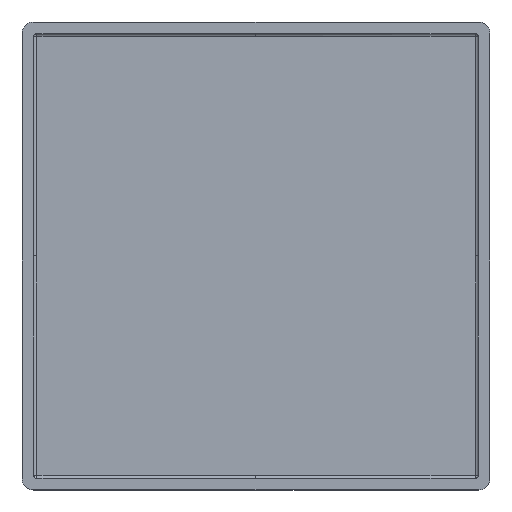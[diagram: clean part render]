
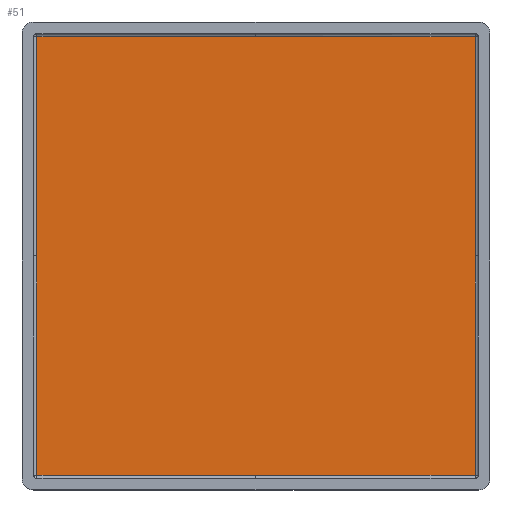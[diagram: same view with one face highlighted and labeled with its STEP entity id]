
A CAD part, top view. The second image highlights one B-rep face of the part: STEP entity #51.
In plain terms, the highlighted planar face has unit normal (0, 0, 1).
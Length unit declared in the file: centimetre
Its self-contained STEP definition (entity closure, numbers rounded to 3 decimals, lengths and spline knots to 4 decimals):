
#51=ADVANCED_FACE('',(#102),#817,.T.);
#102=FACE_OUTER_BOUND('',#153,.T.);
#153=EDGE_LOOP('',(#205,#206,#207,#208,#209,#210,#211,#212,#213,#214,#215,
#216));
#205=ORIENTED_EDGE('',*,*,#453,.T.);
#206=ORIENTED_EDGE('',*,*,#522,.T.);
#207=ORIENTED_EDGE('',*,*,#454,.T.);
#208=ORIENTED_EDGE('',*,*,#455,.T.);
#209=ORIENTED_EDGE('',*,*,#535,.T.);
#210=ORIENTED_EDGE('',*,*,#456,.T.);
#211=ORIENTED_EDGE('',*,*,#457,.T.);
#212=ORIENTED_EDGE('',*,*,#506,.T.);
#213=ORIENTED_EDGE('',*,*,#458,.T.);
#214=ORIENTED_EDGE('',*,*,#459,.T.);
#215=ORIENTED_EDGE('',*,*,#493,.T.);
#216=ORIENTED_EDGE('',*,*,#460,.T.);
#453=EDGE_CURVE('',#701,#702,#637,.T.);
#454=EDGE_CURVE('',#703,#704,#638,.T.);
#455=EDGE_CURVE('',#704,#705,#639,.T.);
#456=EDGE_CURVE('',#706,#707,#640,.T.);
#457=EDGE_CURVE('',#707,#708,#641,.T.);
#458=EDGE_CURVE('',#709,#710,#642,.T.);
#459=EDGE_CURVE('',#710,#711,#643,.T.);
#460=EDGE_CURVE('',#712,#701,#644,.T.);
#493=EDGE_CURVE('',#711,#712,#579,.T.);
#506=EDGE_CURVE('',#708,#709,#591,.T.);
#522=EDGE_CURVE('',#702,#703,#603,.T.);
#535=EDGE_CURVE('',#705,#706,#615,.T.);
#579=(
BOUNDED_CURVE()
B_SPLINE_CURVE(3,(#1304,#1305,#1306,#1307,#1308,#1309,#1310),
 .UNSPECIFIED.,.F.,.F.)
B_SPLINE_CURVE_WITH_KNOTS((4,1,1,1,4),(-0.0157,-0.0119,
-0.0079,-0.0038,0.),
 .UNSPECIFIED.)
CURVE()
GEOMETRIC_REPRESENTATION_ITEM()
RATIONAL_B_SPLINE_CURVE((1.,1.,1.,1.,1.,1.,1.))
REPRESENTATION_ITEM('')
);
#591=(
BOUNDED_CURVE()
B_SPLINE_CURVE(3,(#1354,#1355,#1356,#1357,#1358,#1359,#1360),
 .UNSPECIFIED.,.F.,.F.)
B_SPLINE_CURVE_WITH_KNOTS((4,1,1,1,4),(-0.0157,-0.0119,
-0.0079,-0.0038,0.),
 .UNSPECIFIED.)
CURVE()
GEOMETRIC_REPRESENTATION_ITEM()
RATIONAL_B_SPLINE_CURVE((1.,1.,1.,1.,1.,1.,
1.))
REPRESENTATION_ITEM('')
);
#603=(
BOUNDED_CURVE()
B_SPLINE_CURVE(3,(#1414,#1415,#1416,#1417,#1418,#1419,#1420),
 .UNSPECIFIED.,.F.,.F.)
B_SPLINE_CURVE_WITH_KNOTS((4,1,1,1,4),(0.,0.0038,
0.0079,0.0119,0.0157),
 .UNSPECIFIED.)
CURVE()
GEOMETRIC_REPRESENTATION_ITEM()
RATIONAL_B_SPLINE_CURVE((1.,1.,1.,1.,1.,1.,1.))
REPRESENTATION_ITEM('')
);
#615=(
BOUNDED_CURVE()
B_SPLINE_CURVE(3,(#1464,#1465,#1466,#1467,#1468,#1469,#1470),
 .UNSPECIFIED.,.F.,.F.)
B_SPLINE_CURVE_WITH_KNOTS((4,1,1,1,4),(0.,0.0038,
0.0079,0.0119,0.0157),.UNSPECIFIED.)
CURVE()
GEOMETRIC_REPRESENTATION_ITEM()
RATIONAL_B_SPLINE_CURVE((1.,1.,1.,1.,1.,1.,
1.))
REPRESENTATION_ITEM('')
);
#637=B_SPLINE_CURVE_WITH_KNOTS('',1,(#1222,#1223),.UNSPECIFIED.,.F.,.F.,
(2,2),(381.5,763.),.UNSPECIFIED.);
#638=B_SPLINE_CURVE_WITH_KNOTS('',1,(#1224,#1225),.UNSPECIFIED.,.F.,.F.,
(2,2),(0.,380.5),.UNSPECIFIED.);
#639=B_SPLINE_CURVE_WITH_KNOTS('',1,(#1226,#1227),.UNSPECIFIED.,.F.,.F.,
(2,2),(787.5,1168.),.UNSPECIFIED.);
#640=B_SPLINE_CURVE_WITH_KNOTS('',1,(#1228,#1229),.UNSPECIFIED.,.F.,.F.,
(2,2),(0.,381.5),.UNSPECIFIED.);
#641=B_SPLINE_CURVE_WITH_KNOTS('',1,(#1230,#1231),.UNSPECIFIED.,.F.,.F.,
(2,2),(-381.5,0.),.UNSPECIFIED.);
#642=B_SPLINE_CURVE_WITH_KNOTS('',1,(#1232,#1233),.UNSPECIFIED.,.F.,.F.,
(2,2),(-1168.,-787.5),.UNSPECIFIED.);
#643=B_SPLINE_CURVE_WITH_KNOTS('',1,(#1234,#1235),.UNSPECIFIED.,.F.,.F.,
(2,2),(-380.5,0.),.UNSPECIFIED.);
#644=B_SPLINE_CURVE_WITH_KNOTS('',1,(#1236,#1237),.UNSPECIFIED.,.F.,.F.,
(2,2),(-763.,-381.5),.UNSPECIFIED.);
#701=VERTEX_POINT('',#1166);
#702=VERTEX_POINT('',#1167);
#703=VERTEX_POINT('',#1168);
#704=VERTEX_POINT('',#1169);
#705=VERTEX_POINT('',#1170);
#706=VERTEX_POINT('',#1171);
#707=VERTEX_POINT('',#1172);
#708=VERTEX_POINT('',#1173);
#709=VERTEX_POINT('',#1174);
#710=VERTEX_POINT('',#1175);
#711=VERTEX_POINT('',#1176);
#712=VERTEX_POINT('',#1177);
#817=PLANE('',#873);
#873=AXIS2_PLACEMENT_3D('',#971,#922,$);
#922=DIRECTION('',(0.,0.,1.));
#971=CARTESIAN_POINT('',(-38.0341,66.001,40.001));
#1166=CARTESIAN_POINT('',(0.,66.001,40.001));
#1167=CARTESIAN_POINT('',(-38.0331,66.001,40.001));
#1168=CARTESIAN_POINT('',(-38.0341,66.,40.001));
#1169=CARTESIAN_POINT('',(-38.0341,27.95,40.001));
#1170=CARTESIAN_POINT('',(-38.0341,-10.1,40.001));
#1171=CARTESIAN_POINT('',(-38.0331,-10.101,40.001));
#1172=CARTESIAN_POINT('',(0.,-10.101,40.001));
#1173=CARTESIAN_POINT('',(38.0669,-10.101,40.001));
#1174=CARTESIAN_POINT('',(38.0679,-10.1,40.001));
#1175=CARTESIAN_POINT('',(38.0679,27.95,40.001));
#1176=CARTESIAN_POINT('',(38.0679,66.,40.001));
#1177=CARTESIAN_POINT('',(38.0669,66.001,40.001));
#1222=CARTESIAN_POINT('',(0.,66.001,40.001));
#1223=CARTESIAN_POINT('',(-38.0331,66.001,40.001));
#1224=CARTESIAN_POINT('',(-38.0341,66.,40.001));
#1225=CARTESIAN_POINT('',(-38.0341,27.95,40.001));
#1226=CARTESIAN_POINT('',(-38.0341,27.95,40.001));
#1227=CARTESIAN_POINT('',(-38.0341,-10.1,40.001));
#1228=CARTESIAN_POINT('',(-38.0331,-10.101,40.001));
#1229=CARTESIAN_POINT('',(0.,-10.101,40.001));
#1230=CARTESIAN_POINT('',(0.,-10.101,40.001));
#1231=CARTESIAN_POINT('',(38.0669,-10.101,40.001));
#1232=CARTESIAN_POINT('',(38.0679,-10.1,40.001));
#1233=CARTESIAN_POINT('',(38.0679,27.95,40.001));
#1234=CARTESIAN_POINT('',(38.0679,27.95,40.001));
#1235=CARTESIAN_POINT('',(38.0679,66.,40.001));
#1236=CARTESIAN_POINT('',(38.0669,66.001,40.001));
#1237=CARTESIAN_POINT('',(0.,66.001,40.001));
#1304=CARTESIAN_POINT('',(38.0679,66.,40.001));
#1305=CARTESIAN_POINT('',(38.0679,66.0001,40.001));
#1306=CARTESIAN_POINT('',(38.0679,66.0004,40.001));
#1307=CARTESIAN_POINT('',(38.0677,66.0007,40.001));
#1308=CARTESIAN_POINT('',(38.0673,66.001,40.001));
#1309=CARTESIAN_POINT('',(38.0671,66.001,40.001));
#1310=CARTESIAN_POINT('',(38.0669,66.001,40.001));
#1354=CARTESIAN_POINT('',(38.0669,-10.101,40.001));
#1355=CARTESIAN_POINT('',(38.0671,-10.101,40.001));
#1356=CARTESIAN_POINT('',(38.0673,-10.101,40.001));
#1357=CARTESIAN_POINT('',(38.0677,-10.1007,40.001));
#1358=CARTESIAN_POINT('',(38.0679,-10.1004,40.001));
#1359=CARTESIAN_POINT('',(38.0679,-10.1001,40.001));
#1360=CARTESIAN_POINT('',(38.0679,-10.1,40.001));
#1414=CARTESIAN_POINT('',(-38.0331,66.001,40.001));
#1415=CARTESIAN_POINT('',(-38.0332,66.001,40.001));
#1416=CARTESIAN_POINT('',(-38.0335,66.001,40.001));
#1417=CARTESIAN_POINT('',(-38.0338,66.0007,40.001));
#1418=CARTESIAN_POINT('',(-38.034,66.0004,40.001));
#1419=CARTESIAN_POINT('',(-38.0341,66.0001,40.001));
#1420=CARTESIAN_POINT('',(-38.0341,66.,40.001));
#1464=CARTESIAN_POINT('',(-38.0341,-10.1,40.001));
#1465=CARTESIAN_POINT('',(-38.0341,-10.1001,40.001));
#1466=CARTESIAN_POINT('',(-38.034,-10.1004,40.001));
#1467=CARTESIAN_POINT('',(-38.0338,-10.1007,40.001));
#1468=CARTESIAN_POINT('',(-38.0335,-10.101,40.001));
#1469=CARTESIAN_POINT('',(-38.0332,-10.101,40.001));
#1470=CARTESIAN_POINT('',(-38.0331,-10.101,40.001));
